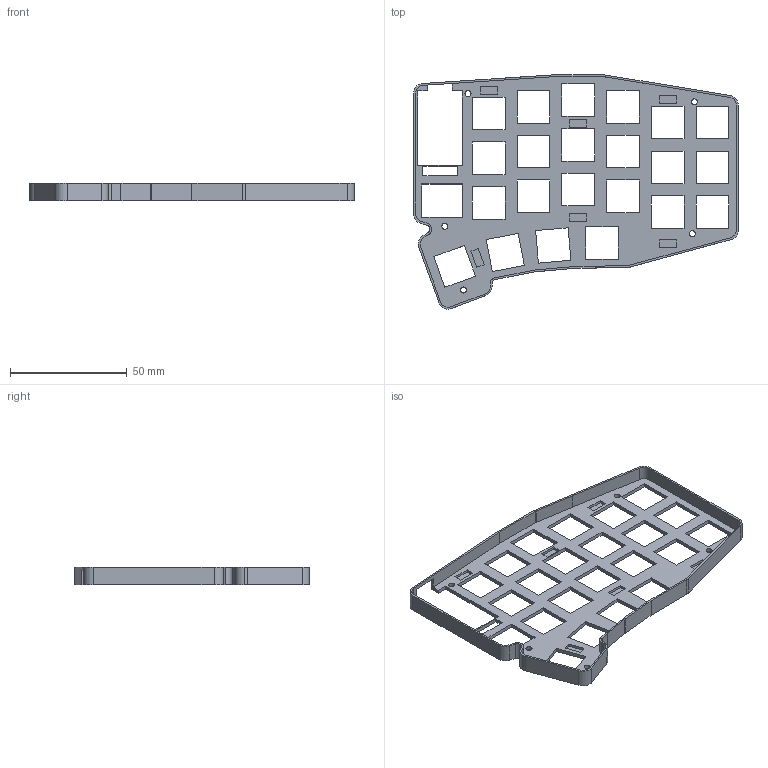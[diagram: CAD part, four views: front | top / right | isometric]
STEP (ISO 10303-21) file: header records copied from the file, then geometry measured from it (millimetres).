
FILE_DESCRIPTION(('HOOPS Exchange Step'),'2;1');
FILE_NAME('keybear-choco-slim_case_L.stp','2025-05-10T15:21:17-04:00',('marqu'),('Unknown organisation'),'HOOPS Exchange 2024.2','HOOPS Exchange','Unknown authorisation');
FILE_SCHEMA( ('AP203_CONFIGURATION_CONTROLLED_3D_DESIGN_OF_MECHANICAL_PARTS_AND_ASSEMBLIES_MIM_LF') );
Length unit declared in the file: millimetre
Products named in the file (1): case_body
Bounding box: 139.2 x 100.52 x 7.6 mm (x, y, z)
Volume: 11318.7 mm3; surface area: 20105.2 mm2
Topology: 1 solids, 1 shells, 205 faces, 596 edges, 398 vertices
Faces by surface type: plane 171, cylinder 26, bspline 8
Full cylindrical faces by diameter (mm): 2.6 x5
Entity records: 6895 total; most frequent: CARTESIAN_POINT 1336, ORIENTED_EDGE 1192, DIRECTION 1028, EDGE_CURVE 596, VECTOR 528, LINE 528, VERTEX_POINT 398, EDGE_LOOP 270
